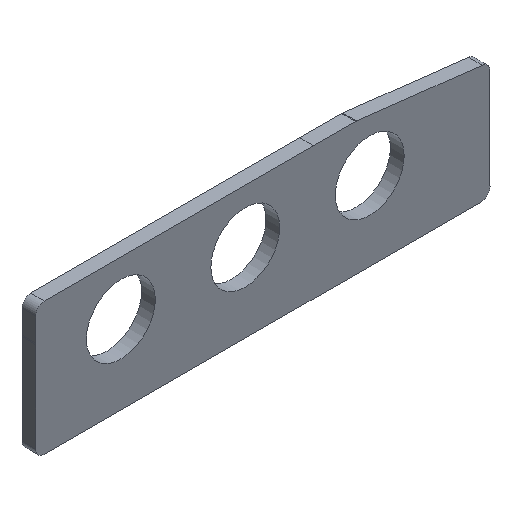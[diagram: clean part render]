
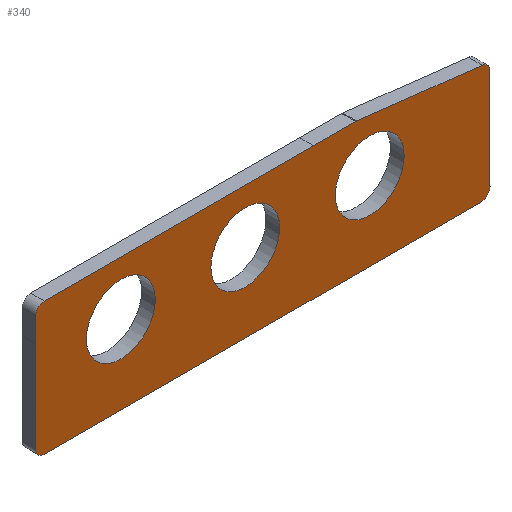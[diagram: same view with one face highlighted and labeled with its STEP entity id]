
A CAD part, isometric view. The second image highlights one B-rep face of the part: STEP entity #340.
In plain terms, the highlighted planar face has unit normal (0, -1, 0).
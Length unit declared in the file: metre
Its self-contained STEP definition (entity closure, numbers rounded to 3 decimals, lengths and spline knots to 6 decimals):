
#20=PLANE('',#389);
#23=LINE('',#502,#50);
#27=LINE('',#514,#54);
#31=LINE('',#526,#58);
#35=LINE('',#538,#62);
#39=LINE('',#550,#66);
#42=LINE('',#556,#69);
#46=LINE('',#578,#73);
#50=VECTOR('',#402,1.);
#54=VECTOR('',#414,1.);
#58=VECTOR('',#426,1.);
#62=VECTOR('',#438,1.);
#66=VECTOR('',#450,1.);
#69=VECTOR('',#455,1.);
#73=VECTOR('',#479,1.);
#149=ORIENTED_EDGE('',*,*,#165,.F.);
#150=ORIENTED_EDGE('',*,*,#169,.T.);
#151=ORIENTED_EDGE('',*,*,#172,.T.);
#152=ORIENTED_EDGE('',*,*,#175,.T.);
#153=ORIENTED_EDGE('',*,*,#178,.T.);
#154=ORIENTED_EDGE('',*,*,#181,.T.);
#155=ORIENTED_EDGE('',*,*,#184,.T.);
#156=ORIENTED_EDGE('',*,*,#187,.F.);
#157=ORIENTED_EDGE('',*,*,#190,.T.);
#158=ORIENTED_EDGE('',*,*,#193,.F.);
#159=ORIENTED_EDGE('',*,*,#196,.F.);
#160=ORIENTED_EDGE('',*,*,#199,.T.);
#161=ORIENTED_EDGE('',*,*,#206,.T.);
#162=ORIENTED_EDGE('',*,*,#205,.F.);
#163=ORIENTED_EDGE('',*,*,#203,.F.);
#164=ORIENTED_EDGE('',*,*,#209,.F.);
#165=EDGE_CURVE('',#210,#211,#242,.T.);
#169=EDGE_CURVE('',#210,#214,#23,.T.);
#172=EDGE_CURVE('',#214,#216,#244,.T.);
#175=EDGE_CURVE('',#216,#218,#27,.T.);
#178=EDGE_CURVE('',#218,#220,#246,.T.);
#181=EDGE_CURVE('',#220,#222,#31,.T.);
#184=EDGE_CURVE('',#222,#224,#248,.T.);
#187=EDGE_CURVE('',#226,#224,#35,.T.);
#190=EDGE_CURVE('',#226,#228,#250,.T.);
#193=EDGE_CURVE('',#230,#228,#39,.T.);
#196=EDGE_CURVE('',#232,#230,#42,.T.);
#199=EDGE_CURVE('',#232,#234,#252,.T.);
#203=EDGE_CURVE('',#237,#237,#255,.T.);
#205=EDGE_CURVE('',#239,#239,#257,.T.);
#206=EDGE_CURVE('',#234,#211,#46,.T.);
#209=EDGE_CURVE('',#241,#241,#259,.T.);
#210=VERTEX_POINT('',#494);
#211=VERTEX_POINT('',#495);
#214=VERTEX_POINT('',#503);
#216=VERTEX_POINT('',#509);
#218=VERTEX_POINT('',#515);
#220=VERTEX_POINT('',#521);
#222=VERTEX_POINT('',#527);
#224=VERTEX_POINT('',#533);
#226=VERTEX_POINT('',#539);
#228=VERTEX_POINT('',#545);
#230=VERTEX_POINT('',#551);
#232=VERTEX_POINT('',#557);
#234=VERTEX_POINT('',#563);
#237=VERTEX_POINT('',#571);
#239=VERTEX_POINT('',#576);
#241=VERTEX_POINT('',#584);
#242=CIRCLE('',#355,0.0085);
#244=CIRCLE('',#359,0.001);
#246=CIRCLE('',#363,0.001);
#248=CIRCLE('',#367,0.001);
#250=CIRCLE('',#371,0.001);
#252=CIRCLE('',#376,0.001);
#255=CIRCLE('',#380,0.004);
#257=CIRCLE('',#383,0.004);
#259=CIRCLE('',#387,0.004);
#283=EDGE_LOOP('',(#149,#150,#151,#152,#153,#154,#155,#156,#157,#158,#159,
#160,#161));
#284=EDGE_LOOP('',(#162));
#285=EDGE_LOOP('',(#163));
#286=EDGE_LOOP('',(#164));
#310=FACE_BOUND('',#283,.T.);
#311=FACE_BOUND('',#284,.T.);
#312=FACE_BOUND('',#285,.T.);
#313=FACE_BOUND('',#286,.T.);
#340=ADVANCED_FACE('',(#310,#311,#312,#313),#20,.T.);
#355=AXIS2_PLACEMENT_3D('',#493,#394,#395);
#359=AXIS2_PLACEMENT_3D('',#508,#407,#408);
#363=AXIS2_PLACEMENT_3D('',#520,#419,#420);
#367=AXIS2_PLACEMENT_3D('',#532,#431,#432);
#371=AXIS2_PLACEMENT_3D('',#544,#443,#444);
#376=AXIS2_PLACEMENT_3D('',#562,#460,#461);
#380=AXIS2_PLACEMENT_3D('',#570,#469,#470);
#383=AXIS2_PLACEMENT_3D('',#575,#475,#476);
#387=AXIS2_PLACEMENT_3D('',#583,#485,#486);
#389=AXIS2_PLACEMENT_3D('',#586,#489,#490);
#394=DIRECTION('',(0.,1.,0.));
#395=DIRECTION('',(0.,0.,-1.));
#402=DIRECTION('',(0.,0.,-1.));
#407=DIRECTION('',(0.,-1.,0.));
#408=DIRECTION('',(0.,0.,-1.));
#414=DIRECTION('',(1.,0.,0.));
#419=DIRECTION('',(0.,-1.,0.));
#420=DIRECTION('',(0.,0.,-1.));
#426=DIRECTION('',(-0.001,0.,1.));
#431=DIRECTION('',(0.,-1.,0.));
#432=DIRECTION('',(0.,0.,-1.));
#438=DIRECTION('',(0.993,0.,-0.116));
#443=DIRECTION('',(0.,-1.,0.));
#444=DIRECTION('',(0.,0.,-1.));
#450=DIRECTION('',(1.,0.,0.));
#455=DIRECTION('',(1.,0.,0.));
#460=DIRECTION('',(0.,-1.,0.));
#461=DIRECTION('',(0.,0.,-1.));
#469=DIRECTION('',(0.,-1.,0.));
#470=DIRECTION('',(0.,0.,-1.));
#475=DIRECTION('',(0.,-1.,0.));
#476=DIRECTION('',(0.,0.,-1.));
#479=DIRECTION('',(0.,0.,-1.));
#485=DIRECTION('',(0.,-1.,0.));
#486=DIRECTION('',(0.,0.,-1.));
#489=DIRECTION('',(0.,-1.,0.));
#490=DIRECTION('',(1.,0.,0.));
#493=CARTESIAN_POINT('',(-0.220438,0.226377,0.013517));
#494=CARTESIAN_POINT('',(-0.228938,0.226377,0.013443));
#495=CARTESIAN_POINT('',(-0.228938,0.226377,0.013589));
#502=CARTESIAN_POINT('',(-0.228938,0.226377,0.008182));
#503=CARTESIAN_POINT('',(-0.228937,0.226377,0.002921));
#508=CARTESIAN_POINT('',(-0.227937,0.226377,0.002921));
#509=CARTESIAN_POINT('',(-0.227937,0.226377,0.001921));
#514=CARTESIAN_POINT('',(-0.202562,0.226377,0.001923));
#515=CARTESIAN_POINT('',(-0.177187,0.226377,0.001925));
#520=CARTESIAN_POINT('',(-0.177187,0.226377,0.002925));
#521=CARTESIAN_POINT('',(-0.176187,0.226377,0.002926));
#526=CARTESIAN_POINT('',(-0.176192,0.226377,0.008773));
#527=CARTESIAN_POINT('',(-0.176197,0.226377,0.014621));
#532=CARTESIAN_POINT('',(-0.177197,0.226377,0.01462));
#533=CARTESIAN_POINT('',(-0.177082,0.226377,0.015613));
#538=CARTESIAN_POINT('',(-0.184387,0.226377,0.016464));
#539=CARTESIAN_POINT('',(-0.191692,0.226377,0.017314));
#544=CARTESIAN_POINT('',(-0.191808,0.226377,0.016321));
#545=CARTESIAN_POINT('',(-0.191808,0.226377,0.017321));
#550=CARTESIAN_POINT('',(-0.194248,0.226377,0.017322));
#551=CARTESIAN_POINT('',(-0.196688,0.226377,0.017323));
#556=CARTESIAN_POINT('',(-0.212313,0.226377,0.017323));
#557=CARTESIAN_POINT('',(-0.227938,0.226377,0.017323));
#562=CARTESIAN_POINT('',(-0.227938,0.226377,0.016323));
#563=CARTESIAN_POINT('',(-0.228938,0.226377,0.016323));
#570=CARTESIAN_POINT('',(-0.204605,0.226377,0.011058));
#571=CARTESIAN_POINT('',(-0.204605,0.226377,0.007058));
#575=CARTESIAN_POINT('',(-0.190155,0.226377,0.011058));
#576=CARTESIAN_POINT('',(-0.190155,0.226377,0.007058));
#578=CARTESIAN_POINT('',(-0.228938,0.226377,0.014956));
#583=CARTESIAN_POINT('',(-0.219055,0.226377,0.011058));
#584=CARTESIAN_POINT('',(-0.219055,0.226377,0.007058));
#586=CARTESIAN_POINT('',(-0.172234,0.226377,0.011058));
